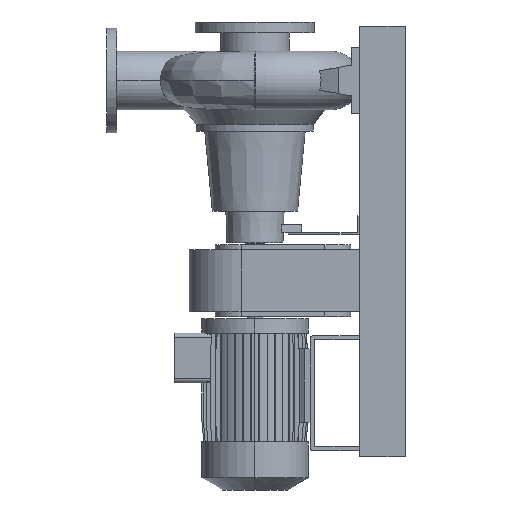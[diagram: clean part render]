
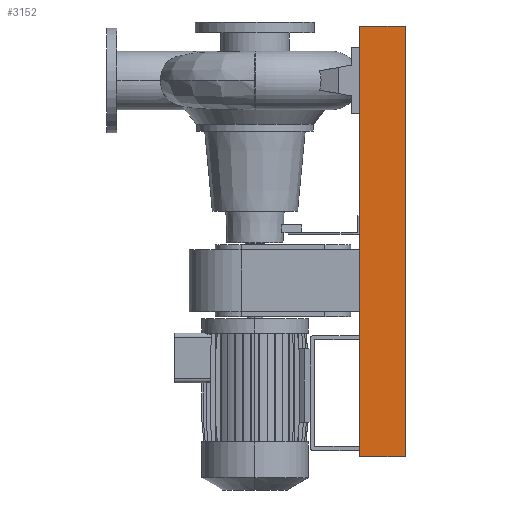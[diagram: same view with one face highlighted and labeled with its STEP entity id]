
A CAD part, left-side view. The second image highlights one B-rep face of the part: STEP entity #3152.
In plain terms, the highlighted planar face has unit normal (-1, 0, 0).
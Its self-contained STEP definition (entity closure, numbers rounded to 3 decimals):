
#1880 = CARTESIAN_POINT ( 'NONE',  ( -200., 55., 515. ) ) ;
#2127 = CARTESIAN_POINT ( 'NONE',  ( -200., 55., -515. ) ) ;
#3152 = ADVANCED_FACE ( 'NONE', ( #8882 ), #10812, .T. ) ;
#3399 = CARTESIAN_POINT ( 'NONE',  ( -200., -55., -515. ) ) ;
#5009 = LINE ( 'NONE', #18177, #13308 ) ;
#5029 = DIRECTION ( 'NONE',  ( 0., -1., 0. ) ) ;
#5653 = VECTOR ( 'NONE', #6934, 1000. ) ;
#5956 = DIRECTION ( 'NONE',  ( 0., 0., 1. ) ) ;
#6934 = DIRECTION ( 'NONE',  ( 0., 0., 1. ) ) ;
#7152 = DIRECTION ( 'NONE',  ( -1., 0., 0. ) ) ;
#8706 = ORIENTED_EDGE ( 'NONE', *, *, #13915, .F. ) ;
#8882 = FACE_OUTER_BOUND ( 'NONE', #20668, .T. ) ;
#10368 = VERTEX_POINT ( 'NONE', #2127 ) ;
#10812 = PLANE ( 'NONE',  #20266 ) ;
#11423 = EDGE_CURVE ( 'NONE', #20996, #13511, #5009, .T. ) ;
#12323 = ORIENTED_EDGE ( 'NONE', *, *, #16157, .T. ) ;
#12434 = CARTESIAN_POINT ( 'NONE',  ( -200., -55., -515. ) ) ;
#12918 = EDGE_CURVE ( 'NONE', #15848, #13511, #18370, .T. ) ;
#13215 = CARTESIAN_POINT ( 'NONE',  ( -200., -55., -515. ) ) ;
#13308 = VECTOR ( 'NONE', #16879, 1000. ) ;
#13468 = CARTESIAN_POINT ( 'NONE',  ( -200., -55., -515. ) ) ;
#13511 = VERTEX_POINT ( 'NONE', #21214 ) ;
#13736 = DIRECTION ( 'NONE',  ( 0., 0., 1. ) ) ;
#13915 = EDGE_CURVE ( 'NONE', #10368, #20996, #17175, .T. ) ;
#15763 = CARTESIAN_POINT ( 'NONE',  ( -200., 55., -515. ) ) ;
#15827 = VECTOR ( 'NONE', #5029, 1000. ) ;
#15848 = VERTEX_POINT ( 'NONE', #13468 ) ;
#16157 = EDGE_CURVE ( 'NONE', #10368, #15848, #19798, .T. ) ;
#16879 = DIRECTION ( 'NONE',  ( 0., -1., 0. ) ) ;
#17175 = LINE ( 'NONE', #15763, #20817 ) ;
#18177 = CARTESIAN_POINT ( 'NONE',  ( -200., -55., 515. ) ) ;
#18308 = ORIENTED_EDGE ( 'NONE', *, *, #12918, .T. ) ;
#18370 = LINE ( 'NONE', #3399, #5653 ) ;
#19798 = LINE ( 'NONE', #13215, #15827 ) ;
#20266 = AXIS2_PLACEMENT_3D ( 'NONE', #12434, #7152, #13736 ) ;
#20668 = EDGE_LOOP ( 'NONE', ( #21165, #8706, #12323, #18308 ) ) ;
#20817 = VECTOR ( 'NONE', #5956, 1000. ) ;
#20996 = VERTEX_POINT ( 'NONE', #1880 ) ;
#21165 = ORIENTED_EDGE ( 'NONE', *, *, #11423, .F. ) ;
#21214 = CARTESIAN_POINT ( 'NONE',  ( -200., -55., 515. ) ) ;
